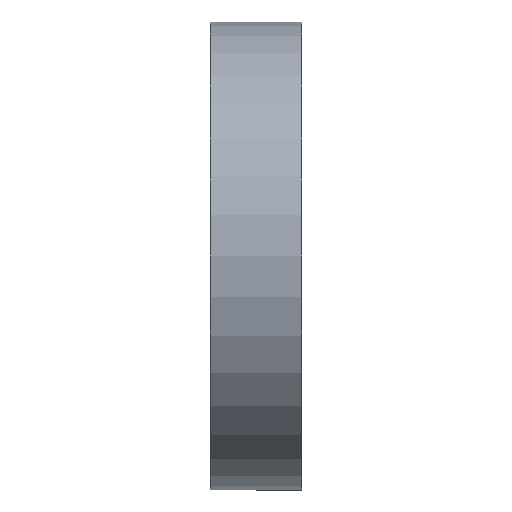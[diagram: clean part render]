
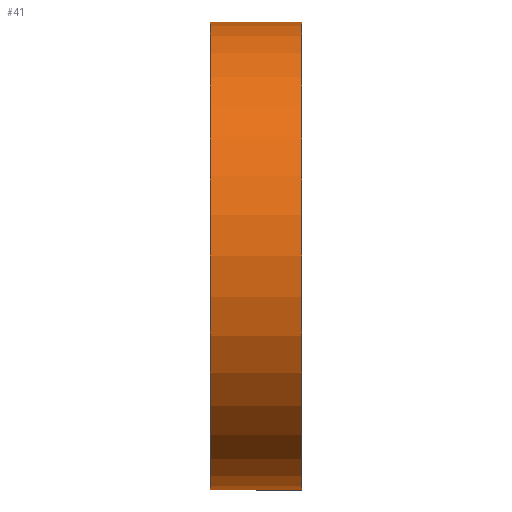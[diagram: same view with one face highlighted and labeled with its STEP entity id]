
A CAD part, left-side view. The second image highlights one B-rep face of the part: STEP entity #41.
In plain terms, the highlighted cylindrical face has radius 28 mm (diameter 56 mm), a partial arc.
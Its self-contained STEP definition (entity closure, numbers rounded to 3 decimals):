
#15 = AXIS2_PLACEMENT_3D ( 'NONE', #190, #387, #156 ) ;
#21 = CARTESIAN_POINT ( 'NONE',  ( 0., 0., 0. ) ) ;
#25 = LINE ( 'NONE', #171, #260 ) ;
#41 = ADVANCED_FACE ( 'NONE', ( #97 ), #295, .T. ) ;
#50 = EDGE_CURVE ( 'NONE', #233, #78, #25, .T. ) ;
#78 = VERTEX_POINT ( 'NONE', #273 ) ;
#79 = EDGE_LOOP ( 'NONE', ( #164, #272, #330, #92 ) ) ;
#92 = ORIENTED_EDGE ( 'NONE', *, *, #370, .F. ) ;
#97 = FACE_OUTER_BOUND ( 'NONE', #79, .T. ) ;
#112 = CARTESIAN_POINT ( 'NONE',  ( 0., 60.021, 0. ) ) ;
#138 = CARTESIAN_POINT ( 'NONE',  ( 0., 60.021, -28. ) ) ;
#144 = CIRCLE ( 'NONE', #275, 28. ) ;
#153 = CARTESIAN_POINT ( 'NONE',  ( 0., 11., -28. ) ) ;
#156 = DIRECTION ( 'NONE',  ( 0., 0., 1. ) ) ;
#158 = EDGE_CURVE ( 'NONE', #331, #390, #271, .T. ) ;
#164 = ORIENTED_EDGE ( 'NONE', *, *, #158, .F. ) ;
#171 = CARTESIAN_POINT ( 'NONE',  ( 0., 60.021, 28. ) ) ;
#173 = DIRECTION ( 'NONE',  ( 0., 1., 0. ) ) ;
#190 = CARTESIAN_POINT ( 'NONE',  ( 0., 11., 0. ) ) ;
#198 = CARTESIAN_POINT ( 'NONE',  ( 0., 0., 28. ) ) ;
#227 = DIRECTION ( 'NONE',  ( 0., 1., 0. ) ) ;
#229 = CARTESIAN_POINT ( 'NONE',  ( 0., 0., -28. ) ) ;
#233 = VERTEX_POINT ( 'NONE', #198 ) ;
#260 = VECTOR ( 'NONE', #403, 1000. ) ;
#271 = LINE ( 'NONE', #138, #362 ) ;
#272 = ORIENTED_EDGE ( 'NONE', *, *, #340, .T. ) ;
#273 = CARTESIAN_POINT ( 'NONE',  ( 0., 11., 28. ) ) ;
#275 = AXIS2_PLACEMENT_3D ( 'NONE', #21, #227, #421 ) ;
#281 = CIRCLE ( 'NONE', #15, 28. ) ;
#295 = CYLINDRICAL_SURFACE ( 'NONE', #349, 28. ) ;
#309 = DIRECTION ( 'NONE',  ( 0., 0., 1. ) ) ;
#330 = ORIENTED_EDGE ( 'NONE', *, *, #50, .T. ) ;
#331 = VERTEX_POINT ( 'NONE', #229 ) ;
#340 = EDGE_CURVE ( 'NONE', #331, #233, #144, .T. ) ;
#349 = AXIS2_PLACEMENT_3D ( 'NONE', #112, #173, #309 ) ;
#362 = VECTOR ( 'NONE', #371, 1000. ) ;
#370 = EDGE_CURVE ( 'NONE', #390, #78, #281, .T. ) ;
#371 = DIRECTION ( 'NONE',  ( 0., 1., 0. ) ) ;
#387 = DIRECTION ( 'NONE',  ( 0., 1., 0. ) ) ;
#390 = VERTEX_POINT ( 'NONE', #153 ) ;
#403 = DIRECTION ( 'NONE',  ( 0., 1., 0. ) ) ;
#421 = DIRECTION ( 'NONE',  ( 0., 0., 1. ) ) ;
